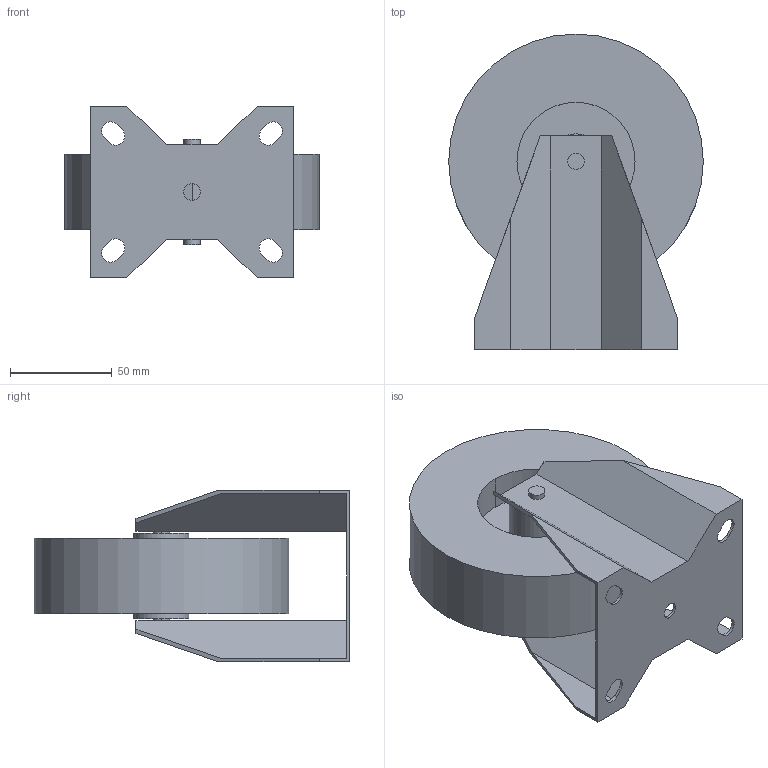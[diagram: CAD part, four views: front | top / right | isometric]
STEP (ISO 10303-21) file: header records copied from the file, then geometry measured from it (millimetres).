
FILE_DESCRIPTION((''),'2;1');
FILE_NAME('12034_KOLO_FIKSNO_FI-125_ASM','2022-09-16T14:47:37',('PredragRovcanin'),('Audax d.o.o.'),'CREO PARAMETRIC BY PTC INC, 2020281','CREO PARAMETRIC BY PTC INC, 2020281','');
FILE_SCHEMA(('AUTOMOTIVE_DESIGN { 1 0 10303 214 1 1 1 1 }'));
Length unit declared in the file: millimetre
Products named in the file (3): 12034_KOLO_FIKSNO_FI-125_A; 12034_KOLO_FIKSNO_FI-125_B; 12034_KOLO_FIKSNO_FI-125_ASM
Assembly tree (2 placements, depth 2):
  12034_KOLO_FIKSNO_FI-125_ASM
    12034_KOLO_FIKSNO_FI-125_A
    12034_KOLO_FIKSNO_FI-125_B
Bounding box: 125 x 155 x 84 mm (x, y, z)
Volume: 422560.3 mm3; surface area: 97608.7 mm2
Topology: 2 solids, 2 shells, 74 faces, 201 edges, 146 vertices
Faces by surface type: plane 46, cylinder 28
Entity records: 3622 total; most frequent: DIRECTION 427, CARTESIAN_POINT 421, ORIENTED_EDGE 384, COLOUR_RGB 322, PRESENTATION_STYLE_ASSIGNMENT 205, STYLED_ITEM 205, CURVE_STYLE 203, EDGE_CURVE 192
